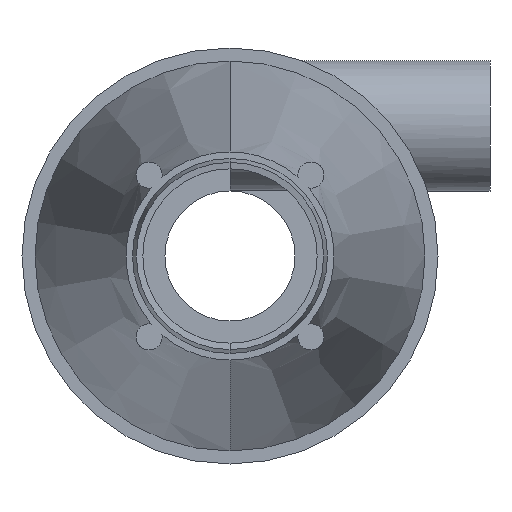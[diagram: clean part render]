
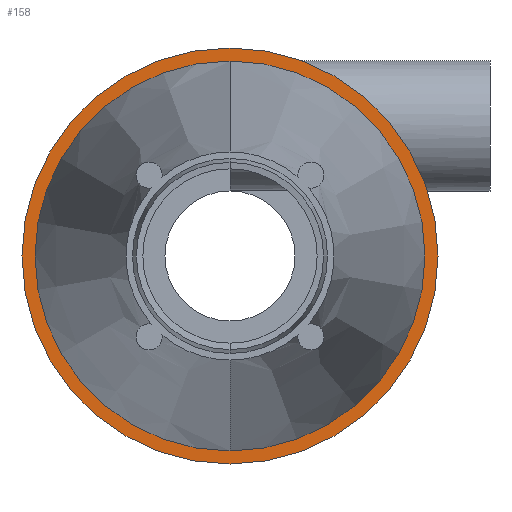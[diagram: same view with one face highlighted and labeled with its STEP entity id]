
A CAD part, front view. The second image highlights one B-rep face of the part: STEP entity #158.
In plain terms, the highlighted planar face has unit normal (0, -1, 0).
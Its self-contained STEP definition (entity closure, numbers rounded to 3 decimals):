
#1 = VERTEX_POINT ( 'NONE', #355 ) ;
#3 = VERTEX_POINT ( 'NONE', #1867 ) ;
#16 = EDGE_CURVE ( 'NONE', #688, #3, #2152, .T. ) ;
#60 = CARTESIAN_POINT ( 'NONE',  ( 0., 220., 0. ) ) ;
#77 = DIRECTION ( 'NONE',  ( 0., -1., 0. ) ) ;
#151 = CIRCLE ( 'NONE', #275, 75. ) ;
#158 = ADVANCED_FACE ( 'NONE', ( #1285, #785 ), #222, .T. ) ;
#171 = ORIENTED_EDGE ( 'NONE', *, *, #1865, .F. ) ;
#212 = CARTESIAN_POINT ( 'NONE',  ( 0., 220., -80. ) ) ;
#222 = PLANE ( 'NONE',  #696 ) ;
#275 = AXIS2_PLACEMENT_3D ( 'NONE', #1559, #1363, #514 ) ;
#308 = VERTEX_POINT ( 'NONE', #1257 ) ;
#355 = CARTESIAN_POINT ( 'NONE',  ( 0., 220., 75. ) ) ;
#357 = CIRCLE ( 'NONE', #622, 80. ) ;
#514 = DIRECTION ( 'NONE',  ( 0., 0., -1. ) ) ;
#517 = DIRECTION ( 'NONE',  ( 0., -1., 0. ) ) ;
#537 = EDGE_CURVE ( 'NONE', #1, #308, #151, .T. ) ;
#622 = AXIS2_PLACEMENT_3D ( 'NONE', #60, #1901, #1892 ) ;
#676 = CIRCLE ( 'NONE', #824, 75. ) ;
#688 = VERTEX_POINT ( 'NONE', #212 ) ;
#696 = AXIS2_PLACEMENT_3D ( 'NONE', #1050, #1402, #1567 ) ;
#723 = DIRECTION ( 'NONE',  ( 0., 0., -1. ) ) ;
#740 = AXIS2_PLACEMENT_3D ( 'NONE', #1711, #517, #1853 ) ;
#785 = FACE_BOUND ( 'NONE', #1096, .T. ) ;
#824 = AXIS2_PLACEMENT_3D ( 'NONE', #896, #77, #723 ) ;
#896 = CARTESIAN_POINT ( 'NONE',  ( 0., 220., 0. ) ) ;
#976 = ORIENTED_EDGE ( 'NONE', *, *, #1229, .T. ) ;
#1050 = CARTESIAN_POINT ( 'NONE',  ( 80., 220., 0. ) ) ;
#1096 = EDGE_LOOP ( 'NONE', ( #1556, #171 ) ) ;
#1229 = EDGE_CURVE ( 'NONE', #3, #688, #357, .T. ) ;
#1257 = CARTESIAN_POINT ( 'NONE',  ( 0., 220., -75. ) ) ;
#1269 = ORIENTED_EDGE ( 'NONE', *, *, #16, .T. ) ;
#1285 = FACE_OUTER_BOUND ( 'NONE', #1448, .T. ) ;
#1363 = DIRECTION ( 'NONE',  ( 0., -1., 0. ) ) ;
#1402 = DIRECTION ( 'NONE',  ( 0., -1., 0. ) ) ;
#1448 = EDGE_LOOP ( 'NONE', ( #1269, #976 ) ) ;
#1556 = ORIENTED_EDGE ( 'NONE', *, *, #537, .F. ) ;
#1559 = CARTESIAN_POINT ( 'NONE',  ( 0., 220., 0. ) ) ;
#1567 = DIRECTION ( 'NONE',  ( 0., 0., -1. ) ) ;
#1711 = CARTESIAN_POINT ( 'NONE',  ( 0., 220., 0. ) ) ;
#1853 = DIRECTION ( 'NONE',  ( 0., 0., -1. ) ) ;
#1865 = EDGE_CURVE ( 'NONE', #308, #1, #676, .T. ) ;
#1867 = CARTESIAN_POINT ( 'NONE',  ( 0., 220., 80. ) ) ;
#1892 = DIRECTION ( 'NONE',  ( 0., 0., -1. ) ) ;
#1901 = DIRECTION ( 'NONE',  ( 0., -1., 0. ) ) ;
#2152 = CIRCLE ( 'NONE', #740, 80. ) ;
